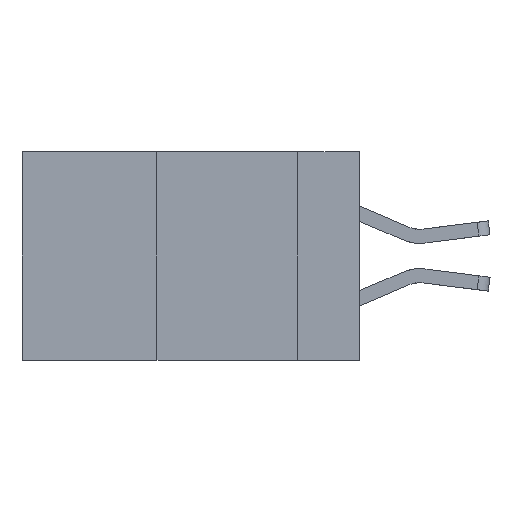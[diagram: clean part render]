
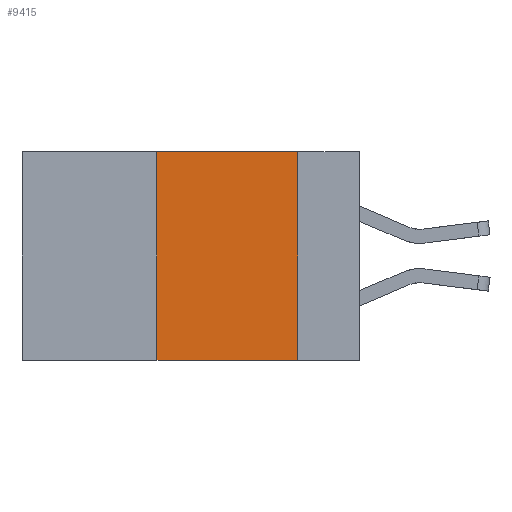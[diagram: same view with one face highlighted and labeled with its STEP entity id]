
A CAD part, left-side view. The second image highlights one B-rep face of the part: STEP entity #9415.
In plain terms, the highlighted planar face has unit normal (-1, 0, 0).
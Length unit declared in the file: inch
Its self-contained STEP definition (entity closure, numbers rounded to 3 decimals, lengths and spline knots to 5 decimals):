
#311 = PLANE ( 'NONE',  #4297 ) ;
#725 = DIRECTION ( 'NONE',  ( 0., -1., 0. ) ) ;
#1299 = CARTESIAN_POINT ( 'NONE',  ( 0., 0.6, 0. ) ) ;
#1998 = EDGE_CURVE ( 'NONE', #2505, #10272, #6235, .T. ) ;
#2004 = ORIENTED_EDGE ( 'NONE', *, *, #2030, .F. ) ;
#2030 = EDGE_CURVE ( 'NONE', #8382, #10272, #10832, .T. ) ;
#2284 = DIRECTION ( 'NONE',  ( 0., 0., -1. ) ) ;
#2386 = LINE ( 'NONE', #6565, #3019 ) ;
#2505 = VERTEX_POINT ( 'NONE', #9604 ) ;
#2655 = CARTESIAN_POINT ( 'NONE',  ( 0., 0.36, 0. ) ) ;
#2685 = CARTESIAN_POINT ( 'NONE',  ( 0., 0.11, 0. ) ) ;
#2743 = VERTEX_POINT ( 'NONE', #7418 ) ;
#3019 = VECTOR ( 'NONE', #12524, 39.37008 ) ;
#3302 = CARTESIAN_POINT ( 'NONE',  ( 0., 0.11, 0. ) ) ;
#3422 = ORIENTED_EDGE ( 'NONE', *, *, #1998, .T. ) ;
#3568 = DIRECTION ( 'NONE',  ( 0., 0., 1. ) ) ;
#3953 = EDGE_LOOP ( 'NONE', ( #2004, #12074, #11734, #3422 ) ) ;
#4297 = AXIS2_PLACEMENT_3D ( 'NONE', #1299, #8136, #2284 ) ;
#4654 = LINE ( 'NONE', #2655, #12269 ) ;
#6235 = LINE ( 'NONE', #7271, #8852 ) ;
#6565 = CARTESIAN_POINT ( 'NONE',  ( 0., 0.6, 0. ) ) ;
#7271 = CARTESIAN_POINT ( 'NONE',  ( 0., 0.6, -0.37 ) ) ;
#7293 = VECTOR ( 'NONE', #9323, 39.37008 ) ;
#7418 = CARTESIAN_POINT ( 'NONE',  ( 0., 0.36, 0. ) ) ;
#8136 = DIRECTION ( 'NONE',  ( 1., 0., 0. ) ) ;
#8382 = VERTEX_POINT ( 'NONE', #2685 ) ;
#8852 = VECTOR ( 'NONE', #725, 39.37008 ) ;
#9135 = EDGE_CURVE ( 'NONE', #2505, #2743, #4654, .T. ) ;
#9323 = DIRECTION ( 'NONE',  ( 0., 0., -1. ) ) ;
#9415 = ADVANCED_FACE ( 'NONE', ( #11057 ), #311, .F. ) ;
#9604 = CARTESIAN_POINT ( 'NONE',  ( 0., 0.36, -0.37 ) ) ;
#10272 = VERTEX_POINT ( 'NONE', #10878 ) ;
#10832 = LINE ( 'NONE', #3302, #7293 ) ;
#10878 = CARTESIAN_POINT ( 'NONE',  ( 0., 0.11, -0.37 ) ) ;
#11057 = FACE_OUTER_BOUND ( 'NONE', #3953, .T. ) ;
#11734 = ORIENTED_EDGE ( 'NONE', *, *, #9135, .F. ) ;
#12074 = ORIENTED_EDGE ( 'NONE', *, *, #12584, .F. ) ;
#12269 = VECTOR ( 'NONE', #3568, 39.37008 ) ;
#12524 = DIRECTION ( 'NONE',  ( 0., -1., 0. ) ) ;
#12584 = EDGE_CURVE ( 'NONE', #2743, #8382, #2386, .T. ) ;
